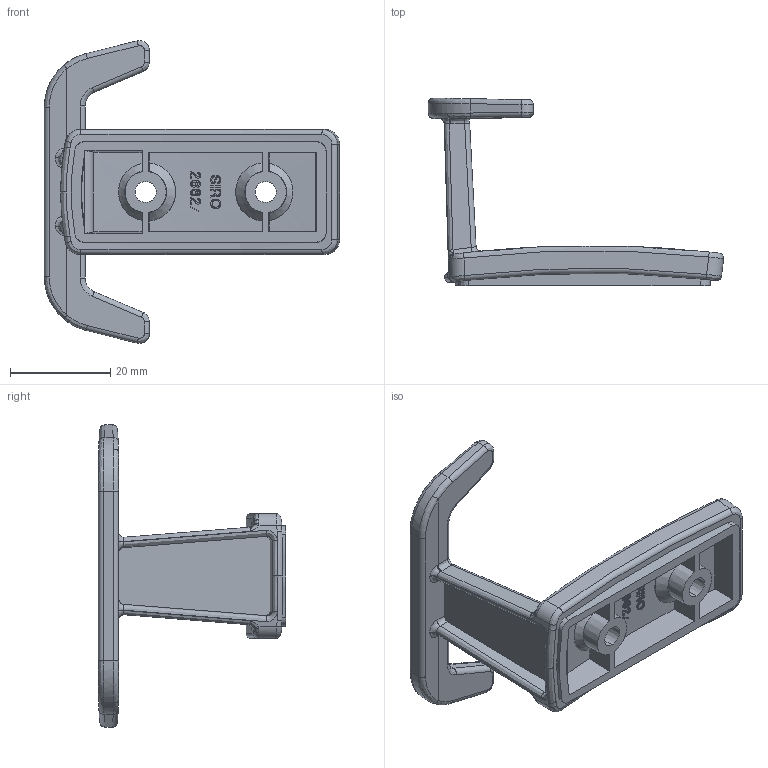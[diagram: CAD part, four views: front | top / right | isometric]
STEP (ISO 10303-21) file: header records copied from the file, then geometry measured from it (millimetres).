
FILE_DESCRIPTION(('Creo Elements/Direct Modeling STEP Export'),'2;1');
FILE_NAME('2662.stp','2024-08-27T10:09:37',(''),(''),'Creo Elements/Direct Modeling STEP processor for AP214 (Solid Model)','Creo Elements/Direct Modeling 20.0 12-Nov-2016 (C) Parametric Technology GmbH','');
FILE_SCHEMA(('AUTOMOTIVE_DESIGN { 1 0 10303 214 1 1 1 1 }'));
Length unit declared in the file: millimetre
Products named in the file (2): ZN-12411
Assembly tree (1 placements, depth 2):
  ZN-12411
    ZN-12411
Bounding box: 59.01 x 37.46 x 60.49 mm (x, y, z)
Volume: 9186.6 mm3; surface area: 7764.8 mm2
Topology: 1 solids, 1 shells, 632 faces, 1763 edges, 1148 vertices
Faces by surface type: plane 476, bspline 76, cylinder 60, cone 16, extrusion 2, torus 2
Entity records: 33469 total; most frequent: CARTESIAN_POINT 17382, ORIENTED_EDGE 3522, DIRECTION 3401, EDGE_CURVE 1761, AXIS2_PLACEMENT_3D 1376, VERTEX_POINT 1148, ELLIPSE 726, EDGE_LOOP 653
